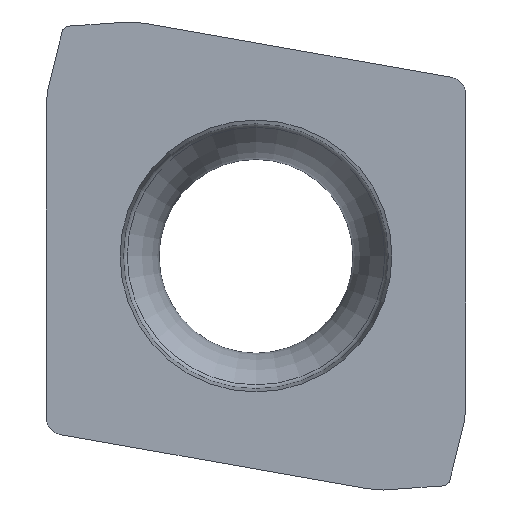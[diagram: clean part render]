
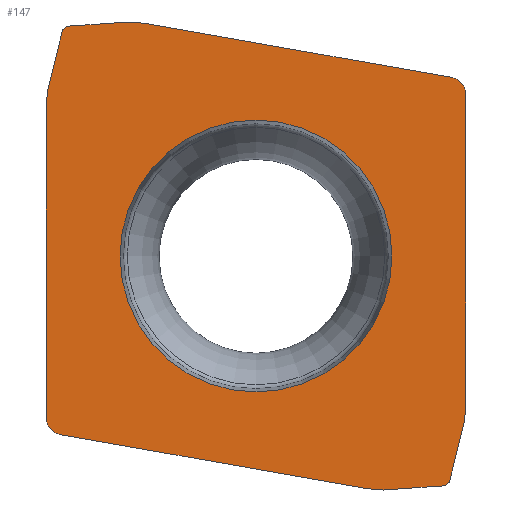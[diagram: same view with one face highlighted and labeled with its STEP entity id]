
A CAD part, top view. The second image highlights one B-rep face of the part: STEP entity #147.
In plain terms, the highlighted planar face has unit normal (0, 0, 1).
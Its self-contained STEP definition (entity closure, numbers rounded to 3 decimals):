
#49=PLANE('',#480);
#51=LINE('',#686,#81);
#55=LINE('',#693,#85);
#56=LINE('',#701,#86);
#59=LINE('',#731,#89);
#62=LINE('',#742,#92);
#65=LINE('',#756,#95);
#70=LINE('',#767,#100);
#73=LINE('',#772,#103);
#77=LINE('',#779,#107);
#79=LINE('',#782,#109);
#81=VECTOR('',#500,1.);
#85=VECTOR('',#506,1.);
#86=VECTOR('',#509,1.);
#89=VECTOR('',#526,1.);
#92=VECTOR('',#531,1.);
#95=VECTOR('',#542,1.);
#100=VECTOR('',#549,1.);
#103=VECTOR('',#554,1.);
#107=VECTOR('',#560,1.);
#109=VECTOR('',#564,1.);
#147=ADVANCED_FACE('',(#165,#166),#49,.T.);
#165=FACE_BOUND('',#193,.T.);
#166=FACE_BOUND('',#194,.T.);
#193=EDGE_LOOP('',(#284));
#194=EDGE_LOOP('',(#285,#286,#287,#288,#289,#290,#291,#292,#293,#294,#295,
#296,#297,#298,#299,#300));
#284=ORIENTED_EDGE('',*,*,#339,.F.);
#285=ORIENTED_EDGE('',*,*,#365,.F.);
#286=ORIENTED_EDGE('',*,*,#369,.F.);
#287=ORIENTED_EDGE('',*,*,#376,.F.);
#288=ORIENTED_EDGE('',*,*,#386,.F.);
#289=ORIENTED_EDGE('',*,*,#379,.F.);
#290=ORIENTED_EDGE('',*,*,#341,.F.);
#291=ORIENTED_EDGE('',*,*,#345,.F.);
#292=ORIENTED_EDGE('',*,*,#349,.F.);
#293=ORIENTED_EDGE('',*,*,#351,.F.);
#294=ORIENTED_EDGE('',*,*,#354,.F.);
#295=ORIENTED_EDGE('',*,*,#383,.F.);
#296=ORIENTED_EDGE('',*,*,#387,.F.);
#297=ORIENTED_EDGE('',*,*,#371,.F.);
#298=ORIENTED_EDGE('',*,*,#357,.F.);
#299=ORIENTED_EDGE('',*,*,#361,.F.);
#300=ORIENTED_EDGE('',*,*,#385,.F.);
#302=VERTEX_POINT('',#666);
#303=VERTEX_POINT('',#672);
#305=VERTEX_POINT('',#675);
#307=VERTEX_POINT('',#684);
#310=VERTEX_POINT('',#692);
#311=VERTEX_POINT('',#699);
#313=VERTEX_POINT('',#708);
#316=VERTEX_POINT('',#718);
#317=VERTEX_POINT('',#720);
#320=VERTEX_POINT('',#730);
#323=VERTEX_POINT('',#741);
#324=VERTEX_POINT('',#743);
#326=VERTEX_POINT('',#752);
#327=VERTEX_POINT('',#757);
#331=VERTEX_POINT('',#766);
#333=VERTEX_POINT('',#773);
#334=VERTEX_POINT('',#778);
#339=EDGE_CURVE('',#302,#302,#392,.T.);
#341=EDGE_CURVE('',#303,#305,#393,.T.);
#345=EDGE_CURVE('',#307,#303,#51,.T.);
#349=EDGE_CURVE('',#310,#307,#55,.T.);
#351=EDGE_CURVE('',#311,#310,#56,.T.);
#354=EDGE_CURVE('',#313,#311,#395,.T.);
#357=EDGE_CURVE('',#316,#317,#397,.T.);
#361=EDGE_CURVE('',#320,#316,#59,.T.);
#365=EDGE_CURVE('',#323,#324,#62,.T.);
#369=EDGE_CURVE('',#326,#323,#399,.T.);
#371=EDGE_CURVE('',#317,#327,#65,.T.);
#376=EDGE_CURVE('',#331,#326,#70,.T.);
#379=EDGE_CURVE('',#305,#333,#73,.T.);
#383=EDGE_CURVE('',#334,#313,#77,.T.);
#385=EDGE_CURVE('',#324,#320,#79,.T.);
#386=EDGE_CURVE('',#333,#331,#401,.T.);
#387=EDGE_CURVE('',#327,#334,#402,.T.);
#392=CIRCLE('',#445,3.085);
#393=CIRCLE('',#447,9.);
#395=CIRCLE('',#453,9.);
#397=CIRCLE('',#456,9.);
#399=CIRCLE('',#461,9.);
#401=CIRCLE('',#469,0.4);
#402=CIRCLE('',#471,0.4);
#445=AXIS2_PLACEMENT_3D('',#665,#489,#490);
#447=AXIS2_PLACEMENT_3D('',#674,#493,#494);
#453=AXIS2_PLACEMENT_3D('',#710,#513,#514);
#456=AXIS2_PLACEMENT_3D('',#719,#519,#520);
#461=AXIS2_PLACEMENT_3D('',#753,#536,#537);
#469=AXIS2_PLACEMENT_3D('',#784,#567,#568);
#471=AXIS2_PLACEMENT_3D('',#786,#571,#572);
#480=AXIS2_PLACEMENT_3D('',#798,#589,#590);
#489=DIRECTION('',(0.,0.,1.));
#490=DIRECTION('',(1.,0.,0.));
#493=DIRECTION('',(0.,0.,-1.));
#494=DIRECTION('',(1.,0.,0.));
#500=DIRECTION('',(0.998,0.07,0.));
#506=DIRECTION('',(0.766,0.643,0.));
#509=DIRECTION('',(0.242,0.97,0.));
#513=DIRECTION('',(0.,0.,-1.));
#514=DIRECTION('',(1.,0.,0.));
#519=DIRECTION('',(0.,0.,-1.));
#520=DIRECTION('',(1.,0.,0.));
#526=DIRECTION('',(-0.998,-0.07,0.));
#531=DIRECTION('',(-0.242,-0.97,0.));
#536=DIRECTION('',(0.,0.,-1.));
#537=DIRECTION('',(1.,0.,0.));
#542=DIRECTION('',(-0.985,0.174,0.));
#549=DIRECTION('',(0.,-1.,0.));
#554=DIRECTION('',(0.985,-0.174,0.));
#560=DIRECTION('',(0.,1.,0.));
#564=DIRECTION('',(-0.766,-0.643,0.));
#567=DIRECTION('',(0.,0.,-1.));
#568=DIRECTION('',(1.,0.,0.));
#571=DIRECTION('',(0.,0.,-1.));
#572=DIRECTION('',(1.,0.,0.));
#589=DIRECTION('',(0.,0.,1.));
#590=DIRECTION('',(1.,0.,0.));
#665=CARTESIAN_POINT('',(0.,0.,-0.15));
#666=CARTESIAN_POINT('',(3.085,0.,-0.15));
#672=CARTESIAN_POINT('',(-2.902,5.311,-0.15));
#674=CARTESIAN_POINT('',(-3.477,-3.671,-0.15));
#675=CARTESIAN_POINT('',(-2.484,5.274,-0.15));
#684=CARTESIAN_POINT('',(-4.291,5.213,-0.15));
#686=CARTESIAN_POINT('',(-4.291,5.213,-0.15));
#692=CARTESIAN_POINT('',(-4.389,5.131,-0.15));
#693=CARTESIAN_POINT('',(-4.389,5.131,-0.15));
#699=CARTESIAN_POINT('',(-4.726,3.78,-0.15));
#701=CARTESIAN_POINT('',(-4.726,3.78,-0.15));
#708=CARTESIAN_POINT('',(-4.763,3.362,-0.15));
#710=CARTESIAN_POINT('',(4.219,2.787,-0.15));
#718=CARTESIAN_POINT('',(2.902,-5.311,-0.15));
#719=CARTESIAN_POINT('',(3.477,3.671,-0.15));
#720=CARTESIAN_POINT('',(2.484,-5.274,-0.15));
#730=CARTESIAN_POINT('',(4.291,-5.213,-0.15));
#731=CARTESIAN_POINT('',(4.291,-5.213,-0.15));
#741=CARTESIAN_POINT('',(4.726,-3.78,-0.15));
#742=CARTESIAN_POINT('',(4.726,-3.78,-0.15));
#743=CARTESIAN_POINT('',(4.389,-5.131,-0.15));
#752=CARTESIAN_POINT('',(4.763,-3.362,-0.15));
#753=CARTESIAN_POINT('',(-4.219,-2.787,-0.15));
#756=CARTESIAN_POINT('',(2.484,-5.274,-0.15));
#757=CARTESIAN_POINT('',(-4.432,-4.054,-0.15));
#766=CARTESIAN_POINT('',(4.763,3.661,-0.15));
#767=CARTESIAN_POINT('',(4.763,3.661,-0.15));
#772=CARTESIAN_POINT('',(-2.484,5.274,-0.15));
#773=CARTESIAN_POINT('',(4.432,4.054,-0.15));
#778=CARTESIAN_POINT('',(-4.763,-3.661,-0.15));
#779=CARTESIAN_POINT('',(-4.762,-3.661,-0.15));
#782=CARTESIAN_POINT('',(4.389,-5.131,-0.15));
#784=CARTESIAN_POINT('',(4.363,3.661,-0.15));
#786=CARTESIAN_POINT('',(-4.363,-3.661,-0.15));
#798=CARTESIAN_POINT('',(0.,0.,-0.15));
